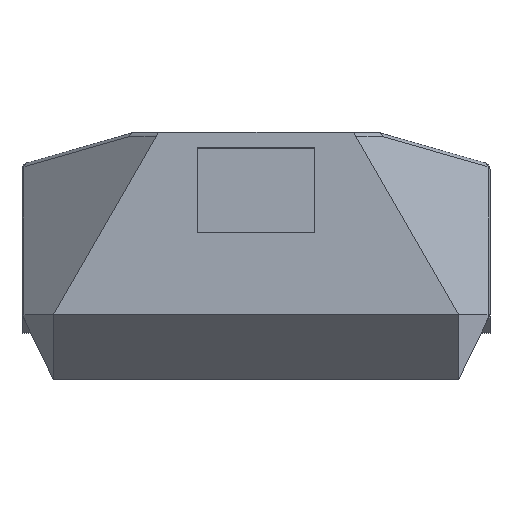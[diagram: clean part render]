
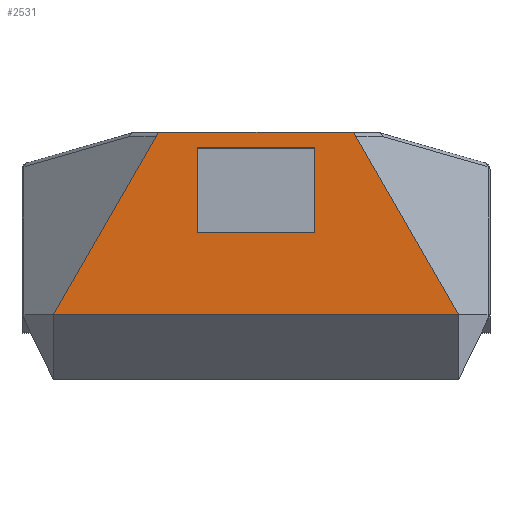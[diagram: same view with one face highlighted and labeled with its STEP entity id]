
A CAD part, top view. The second image highlights one B-rep face of the part: STEP entity #2531.
In plain terms, the highlighted planar face has unit normal (0, 0, 1).
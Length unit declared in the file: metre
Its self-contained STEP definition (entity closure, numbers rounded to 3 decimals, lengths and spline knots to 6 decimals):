
#119=ORIENTED_EDGE('',*,*,#855,.F.);
#120=ORIENTED_EDGE('',*,*,#856,.F.);
#121=ORIENTED_EDGE('',*,*,#857,.F.);
#122=ORIENTED_EDGE('',*,*,#858,.T.);
#123=ORIENTED_EDGE('',*,*,#859,.T.);
#124=ORIENTED_EDGE('',*,*,#860,.T.);
#125=ORIENTED_EDGE('',*,*,#861,.T.);
#126=ORIENTED_EDGE('',*,*,#862,.T.);
#855=EDGE_CURVE('',#1223,#1224,#1463,.T.);
#856=EDGE_CURVE('',#1225,#1223,#1464,.T.);
#857=EDGE_CURVE('',#1226,#1225,#1465,.T.);
#858=EDGE_CURVE('',#1226,#1224,#1466,.T.);
#859=EDGE_CURVE('',#1227,#1228,#1467,.T.);
#860=EDGE_CURVE('',#1228,#1229,#1468,.T.);
#861=EDGE_CURVE('',#1229,#1230,#1469,.T.);
#862=EDGE_CURVE('',#1230,#1227,#1470,.T.);
#1223=VERTEX_POINT('',#3641);
#1224=VERTEX_POINT('',#3642);
#1225=VERTEX_POINT('',#3644);
#1226=VERTEX_POINT('',#3646);
#1227=VERTEX_POINT('',#3649);
#1228=VERTEX_POINT('',#3650);
#1229=VERTEX_POINT('',#3652);
#1230=VERTEX_POINT('',#3654);
#1463=LINE('',#3640,#1767);
#1464=LINE('',#3643,#1768);
#1465=LINE('',#3645,#1769);
#1466=LINE('',#3647,#1770);
#1467=LINE('',#3648,#1771);
#1468=LINE('',#3651,#1772);
#1469=LINE('',#3653,#1773);
#1470=LINE('',#3655,#1774);
#1767=VECTOR('',#2922,1.);
#1768=VECTOR('',#2923,1.);
#1769=VECTOR('',#2924,1.);
#1770=VECTOR('',#2925,1.);
#1771=VECTOR('',#2926,1.);
#1772=VECTOR('',#2927,1.);
#1773=VECTOR('',#2928,1.);
#1774=VECTOR('',#2929,1.);
#2071=EDGE_LOOP('',(#119,#120,#121,#122));
#2072=EDGE_LOOP('',(#123,#124,#125,#126));
#2239=FACE_BOUND('',#2071,.T.);
#2240=FACE_BOUND('',#2072,.T.);
#2407=PLANE('',#2711);
#2531=ADVANCED_FACE('',(#2239,#2240),#2407,.F.);
#2711=AXIS2_PLACEMENT_3D('',#3639,#2920,#2921);
#2920=DIRECTION('',(0.,0.,-1.));
#2921=DIRECTION('',(0.,-1.,0.));
#2922=DIRECTION('',(0.5,-0.866,0.));
#2923=DIRECTION('',(1.,0.,0.));
#2924=DIRECTION('',(0.5,0.866,0.));
#2925=DIRECTION('',(1.,0.,0.));
#2926=DIRECTION('',(1.,0.,0.));
#2927=DIRECTION('',(0.,-1.,0.));
#2928=DIRECTION('',(-1.,0.,0.));
#2929=DIRECTION('',(0.,1.,0.));
#3639=CARTESIAN_POINT('',(0.1389,0.0315,0.1744));
#3640=CARTESIAN_POINT('',(0.147557,0.04,0.1744));
#3641=CARTESIAN_POINT('',(0.1464,0.042004,0.1744));
#3642=CARTESIAN_POINT('',(0.154485,0.028,0.1744));
#3643=CARTESIAN_POINT('',(0.130243,0.042004,0.1744));
#3644=CARTESIAN_POINT('',(0.1314,0.042004,0.1744));
#3645=CARTESIAN_POINT('',(0.130243,0.04,0.1744));
#3646=CARTESIAN_POINT('',(0.123315,0.028,0.1744));
#3647=CARTESIAN_POINT('',(0.146693,0.028,0.1744));
#3648=CARTESIAN_POINT('',(0.143199,0.040804,0.1744));
#3649=CARTESIAN_POINT('',(0.134389,0.040804,0.1744));
#3650=CARTESIAN_POINT('',(0.143409,0.040804,0.1744));
#3651=CARTESIAN_POINT('',(0.143409,0.034494,0.1744));
#3652=CARTESIAN_POINT('',(0.143409,0.034284,0.1744));
#3653=CARTESIAN_POINT('',(0.134599,0.034284,0.1744));
#3654=CARTESIAN_POINT('',(0.134389,0.034284,0.1744));
#3655=CARTESIAN_POINT('',(0.134389,0.04055,0.1744));
